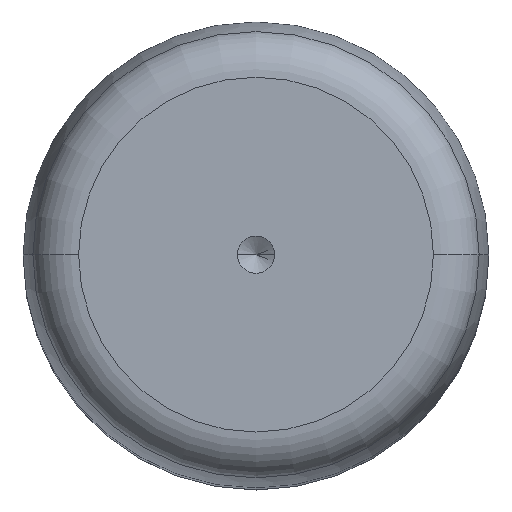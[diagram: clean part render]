
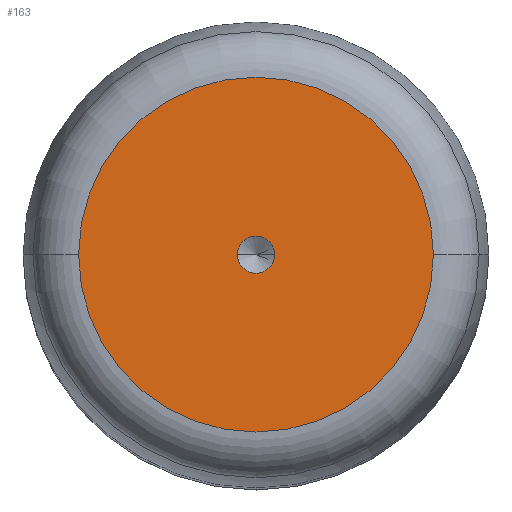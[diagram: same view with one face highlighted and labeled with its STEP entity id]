
A CAD part, top view. The second image highlights one B-rep face of the part: STEP entity #163.
In plain terms, the highlighted planar face has unit normal (0, 0, 1).
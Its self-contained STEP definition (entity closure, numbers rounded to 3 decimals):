
#3 = CARTESIAN_POINT ( 'NONE',  ( -9.521, 0., 80. ) ) ;
#43 = CARTESIAN_POINT ( 'NONE',  ( -1., 0., 80. ) ) ;
#69 = DIRECTION ( 'NONE',  ( 1., 0., 0. ) ) ;
#88 = CARTESIAN_POINT ( 'NONE',  ( 0., 0., 80. ) ) ;
#111 = EDGE_LOOP ( 'NONE', ( #657, #512 ) ) ;
#122 = EDGE_CURVE ( 'NONE', #463, #393, #263, .T. ) ;
#127 = AXIS2_PLACEMENT_3D ( 'NONE', #183, #496, #659 ) ;
#131 = FACE_OUTER_BOUND ( 'NONE', #270, .T. ) ;
#144 = FACE_BOUND ( 'NONE', #111, .T. ) ;
#147 = ORIENTED_EDGE ( 'NONE', *, *, #122, .T. ) ;
#163 = ADVANCED_FACE ( 'NONE', ( #144, #131 ), #284, .T. ) ;
#173 = CIRCLE ( 'NONE', #610, 1. ) ;
#183 = CARTESIAN_POINT ( 'NONE',  ( 0., 0., 80. ) ) ;
#252 = CARTESIAN_POINT ( 'NONE',  ( 1., 0., 80. ) ) ;
#262 = EDGE_CURVE ( 'NONE', #471, #389, #434, .T. ) ;
#263 = CIRCLE ( 'NONE', #127, 9.521 ) ;
#270 = EDGE_LOOP ( 'NONE', ( #147, #324 ) ) ;
#280 = CIRCLE ( 'NONE', #553, 9.521 ) ;
#284 = PLANE ( 'NONE',  #544 ) ;
#322 = DIRECTION ( 'NONE',  ( 1., 0., 0. ) ) ;
#324 = ORIENTED_EDGE ( 'NONE', *, *, #603, .T. ) ;
#375 = AXIS2_PLACEMENT_3D ( 'NONE', #552, #501, #406 ) ;
#389 = VERTEX_POINT ( 'NONE', #252 ) ;
#393 = VERTEX_POINT ( 'NONE', #3 ) ;
#406 = DIRECTION ( 'NONE',  ( 1., 0., 0. ) ) ;
#429 = CARTESIAN_POINT ( 'NONE',  ( 0., 0., 80. ) ) ;
#434 = CIRCLE ( 'NONE', #375, 1. ) ;
#439 = DIRECTION ( 'NONE',  ( 1., 0., 0. ) ) ;
#463 = VERTEX_POINT ( 'NONE', #626 ) ;
#471 = VERTEX_POINT ( 'NONE', #43 ) ;
#496 = DIRECTION ( 'NONE',  ( 0., 0., 1. ) ) ;
#501 = DIRECTION ( 'NONE',  ( 0., 0., 1. ) ) ;
#512 = ORIENTED_EDGE ( 'NONE', *, *, #262, .F. ) ;
#535 = DIRECTION ( 'NONE',  ( 0., 0., 1. ) ) ;
#544 = AXIS2_PLACEMENT_3D ( 'NONE', #88, #658, #439 ) ;
#552 = CARTESIAN_POINT ( 'NONE',  ( 0., 0., 80. ) ) ;
#553 = AXIS2_PLACEMENT_3D ( 'NONE', #429, #535, #322 ) ;
#580 = DIRECTION ( 'NONE',  ( 0., 0., 1. ) ) ;
#603 = EDGE_CURVE ( 'NONE', #393, #463, #280, .T. ) ;
#610 = AXIS2_PLACEMENT_3D ( 'NONE', #633, #580, #69 ) ;
#626 = CARTESIAN_POINT ( 'NONE',  ( 9.521, 0., 80. ) ) ;
#633 = CARTESIAN_POINT ( 'NONE',  ( 0., 0., 80. ) ) ;
#657 = ORIENTED_EDGE ( 'NONE', *, *, #667, .F. ) ;
#658 = DIRECTION ( 'NONE',  ( 0., 0., 1. ) ) ;
#659 = DIRECTION ( 'NONE',  ( 1., 0., 0. ) ) ;
#667 = EDGE_CURVE ( 'NONE', #389, #471, #173, .T. ) ;
